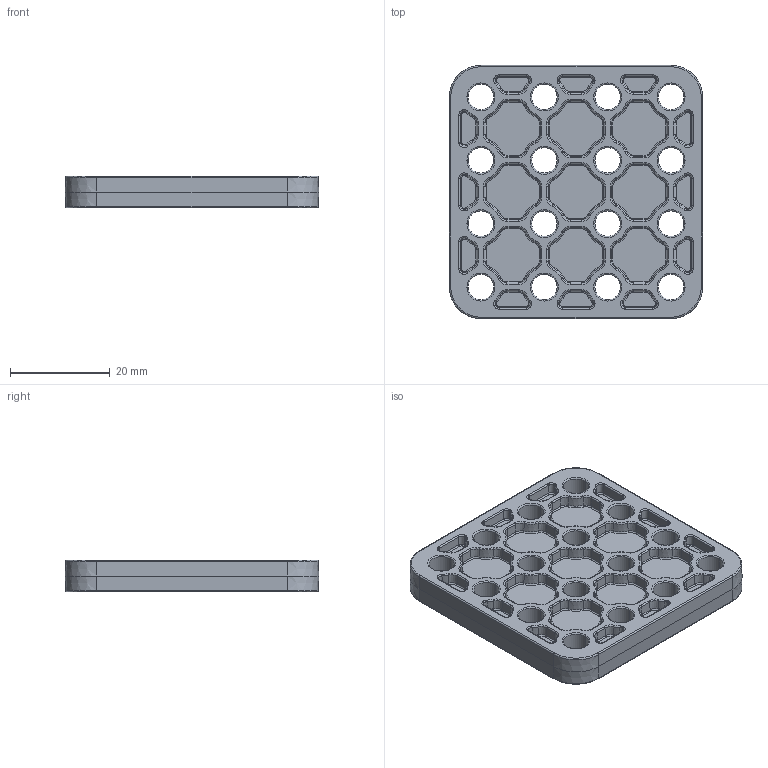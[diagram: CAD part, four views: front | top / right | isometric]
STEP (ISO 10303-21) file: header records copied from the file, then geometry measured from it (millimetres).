
FILE_DESCRIPTION (( 'STEP AP214' ), '1' );
FILE_NAME ('am-5006_4×4 RoBits 4×4 Plate.STEP', '2023-03-23T13:12:20', ( '' ), ( '' ), 'SwSTEP 2.0', 'SolidWorks 2022', '' );
FILE_SCHEMA (( 'AUTOMOTIVE_DESIGN' ));
Length unit declared in the file: inch
Products named in the file (1): am-5006_4×4 RoBits 4×4 Plate
Bounding box: 50.8 x 50.8 x 6.35 mm (x, y, z)
Volume: 8958.6 mm3; surface area: 9444 mm2
Topology: 1 solids, 1 shells, 1648 faces, 3746 edges, 2142 vertices
Faces by surface type: torus 816, cone 380, cylinder 280, plane 172
Entity records: 46592 total; most frequent: DIRECTION 9750, CARTESIAN_POINT 7537, ORIENTED_EDGE 7492, AXIS2_PLACEMENT_3D 4355, EDGE_CURVE 3746, CIRCLE 2706, VERTEX_POINT 2142, EDGE_LOOP 1722
